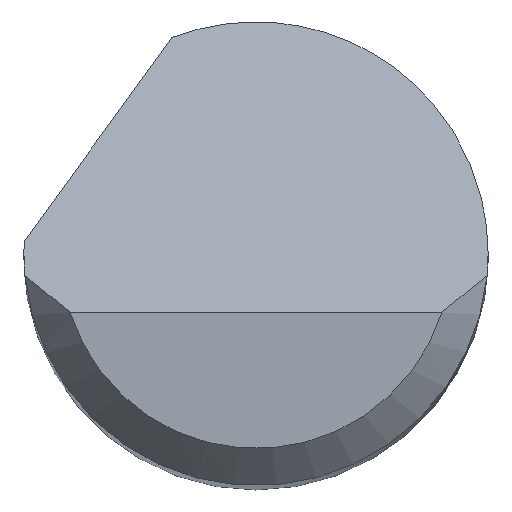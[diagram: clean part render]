
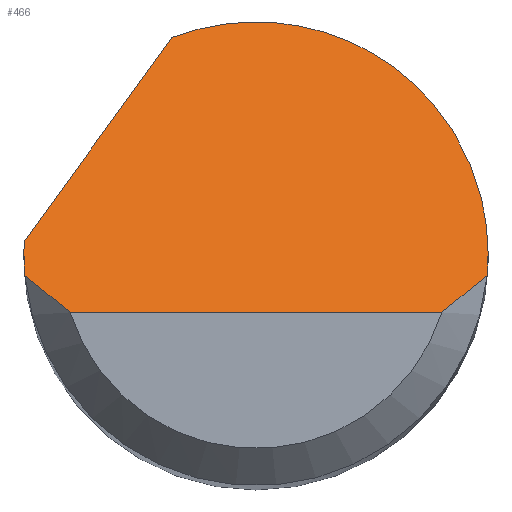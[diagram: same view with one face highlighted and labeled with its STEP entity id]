
A CAD part, top view. The second image highlights one B-rep face of the part: STEP entity #466.
In plain terms, the highlighted planar face has unit normal (0, 0.707, 0.707).
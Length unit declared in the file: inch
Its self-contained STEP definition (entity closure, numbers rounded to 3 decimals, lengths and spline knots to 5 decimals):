
#5 = EDGE_CURVE ( 'NONE', #353, #419, #521, .T. ) ;
#12 = CARTESIAN_POINT ( 'NONE',  ( -0.03394, 0.08739, 1.38886 ) ) ;
#46 = AXIS2_PLACEMENT_3D ( 'NONE', #177, #518, #454 ) ;
#49 = ORIENTED_EDGE ( 'NONE', *, *, #462, .F. ) ;
#68 = CARTESIAN_POINT ( 'NONE',  ( 0.07508, -0.02375, 1.5 ) ) ;
#70 = B_SPLINE_CURVE_WITH_KNOTS ( 'NONE', 3,
 ( #68, #711, #329, #259 ),
 .UNSPECIFIED., .F., .F.,
 ( 4, 4 ),
 ( 0., 0.00071 ),
 .UNSPECIFIED. ) ;
#95 = VERTEX_POINT ( 'NONE', #410 ) ;
#102 = CARTESIAN_POINT ( 'NONE',  ( -0.07508, -0.02375, 1.5 ) ) ;
#114 =( BOUNDED_CURVE ( )  B_SPLINE_CURVE ( 3, ( #618, #720, #716, #702 ),
 .UNSPECIFIED., .F., .T. ) 
 B_SPLINE_CURVE_WITH_KNOTS ( ( 4, 4 ),
 ( 4.61892, 4.71239 ),
 .UNSPECIFIED. ) 
 CURVE ( )  GEOMETRIC_REPRESENTATION_ITEM ( )  RATIONAL_B_SPLINE_CURVE ( ( 1., 0.999, 0.999, 1. ) ) 
 REPRESENTATION_ITEM ( '' )  );
#115 = CARTESIAN_POINT ( 'NONE',  ( -0.09362, 0.005, 1.47125 ) ) ;
#122 = CARTESIAN_POINT ( 'NONE',  ( 0.03379, 0.11369, 1.36256 ) ) ;
#145 = CARTESIAN_POINT ( 'NONE',  ( 0.09375, 0., 1.47625 ) ) ;
#147 = VERTEX_POINT ( 'NONE', #430 ) ;
#148 = EDGE_CURVE ( 'NONE', #147, #95, #114, .T. ) ;
#177 = CARTESIAN_POINT ( 'NONE',  ( -0.09375, -0.02375, 1.5 ) ) ;
#214 = VERTEX_POINT ( 'NONE', #387 ) ;
#217 = CARTESIAN_POINT ( 'NONE',  ( 0.09375, -0.00292, 1.47917 ) ) ;
#224 = EDGE_CURVE ( 'NONE', #419, #214, #70, .T. ) ;
#233 = ORIENTED_EDGE ( 'NONE', *, *, #224, .T. ) ;
#259 = CARTESIAN_POINT ( 'NONE',  ( 0.09334, -0.00875, 1.485 ) ) ;
#283 = EDGE_LOOP ( 'NONE', ( #797, #233, #340, #730, #649, #49, #830, #667 ) ) ;
#306 = CARTESIAN_POINT ( 'NONE',  ( -0.09375, 0., 1.47625 ) ) ;
#311 = CARTESIAN_POINT ( 'NONE',  ( -0.08157, -0.019, 1.49525 ) ) ;
#321 = CARTESIAN_POINT ( 'NONE',  ( -0.09362, 0.005, 1.47125 ) ) ;
#329 = CARTESIAN_POINT ( 'NONE',  ( 0.08761, -0.01397, 1.49022 ) ) ;
#337 = LINE ( 'NONE', #480, #643 ) ;
#340 = ORIENTED_EDGE ( 'NONE', *, *, #816, .F. ) ;
#345 = VECTOR ( 'NONE', #457, 39.37008 ) ;
#347 = CARTESIAN_POINT ( 'NONE',  ( 0.09361, -0.00584, 1.48209 ) ) ;
#353 = VERTEX_POINT ( 'NONE', #592 ) ;
#356 = VERTEX_POINT ( 'NONE', #12 ) ;
#366 = CARTESIAN_POINT ( 'NONE',  ( -0.08761, -0.01397, 1.49022 ) ) ;
#375 = CARTESIAN_POINT ( 'NONE',  ( 0.09375, 0.07266, 1.40359 ) ) ;
#387 = CARTESIAN_POINT ( 'NONE',  ( 0.09334, -0.00875, 1.485 ) ) ;
#410 = CARTESIAN_POINT ( 'NONE',  ( -0.09375, 0., 1.47625 ) ) ;
#419 = VERTEX_POINT ( 'NONE', #627 ) ;
#422 = EDGE_CURVE ( 'NONE', #147, #353, #640, .T. ) ;
#430 = CARTESIAN_POINT ( 'NONE',  ( -0.09334, -0.00875, 1.485 ) ) ;
#438 = PLANE ( 'NONE',  #46 ) ;
#454 = DIRECTION ( 'NONE',  ( 0., 0.707, -0.707 ) ) ;
#457 = DIRECTION ( 'NONE',  ( 1., 0., 0. ) ) ;
#461 = CARTESIAN_POINT ( 'NONE',  ( 0.09375, 0., 1.47625 ) ) ;
#462 = EDGE_CURVE ( 'NONE', #95, #623, #665, .T. ) ;
#466 = ADVANCED_FACE ( 'NONE', ( #703 ), #438, .F. ) ;
#480 = CARTESIAN_POINT ( 'NONE',  ( -0.11014, -0.01781, 1.49406 ) ) ;
#518 = DIRECTION ( 'NONE',  ( 0., -0.707, -0.707 ) ) ;
#519 =( BOUNDED_CURVE ( )  B_SPLINE_CURVE ( 3, ( #145, #217, #347, #533 ),
 .UNSPECIFIED., .F., .T. ) 
 B_SPLINE_CURVE_WITH_KNOTS ( ( 4, 4 ),
 ( 1.5708, 1.66427 ),
 .UNSPECIFIED. ) 
 CURVE ( )  GEOMETRIC_REPRESENTATION_ITEM ( )  RATIONAL_B_SPLINE_CURVE ( ( 1., 0.999, 0.999, 1. ) ) 
 REPRESENTATION_ITEM ( '' )  );
#521 = LINE ( 'NONE', #778, #345 ) ;
#533 = CARTESIAN_POINT ( 'NONE',  ( 0.09334, -0.00875, 1.485 ) ) ;
#559 = CARTESIAN_POINT ( 'NONE',  ( -0.09334, -0.00875, 1.485 ) ) ;
#592 = CARTESIAN_POINT ( 'NONE',  ( -0.07508, -0.02375, 1.5 ) ) ;
#618 = CARTESIAN_POINT ( 'NONE',  ( -0.09334, -0.00875, 1.485 ) ) ;
#623 = VERTEX_POINT ( 'NONE', #321 ) ;
#627 = CARTESIAN_POINT ( 'NONE',  ( 0.07508, -0.02375, 1.5 ) ) ;
#636 = CARTESIAN_POINT ( 'NONE',  ( -0.03394, 0.08739, 1.38886 ) ) ;
#640 = B_SPLINE_CURVE_WITH_KNOTS ( 'NONE', 3,
 ( #559, #366, #311, #102 ),
 .UNSPECIFIED., .F., .F.,
 ( 4, 4 ),
 ( 0., 0.00071 ),
 .UNSPECIFIED. ) ;
#641 = EDGE_CURVE ( 'NONE', #356, #750, #664, .T. ) ;
#643 = VECTOR ( 'NONE', #807, 39.37008 ) ;
#649 = ORIENTED_EDGE ( 'NONE', *, *, #742, .F. ) ;
#664 =( BOUNDED_CURVE ( )  B_SPLINE_CURVE ( 3, ( #636, #122, #375, #461 ),
 .UNSPECIFIED., .F., .T. ) 
 B_SPLINE_CURVE_WITH_KNOTS ( ( 4, 4 ),
 ( 5.91277, 7.85398 ),
 .UNSPECIFIED. ) 
 CURVE ( )  GEOMETRIC_REPRESENTATION_ITEM ( )  RATIONAL_B_SPLINE_CURVE ( ( 1., 0.71, 0.71, 1. ) ) 
 REPRESENTATION_ITEM ( '' )  );
#665 =( BOUNDED_CURVE ( )  B_SPLINE_CURVE ( 3, ( #306, #814, #699, #115 ),
 .UNSPECIFIED., .F., .T. ) 
 B_SPLINE_CURVE_WITH_KNOTS ( ( 4, 4 ),
 ( 4.71239, 4.76575 ),
 .UNSPECIFIED. ) 
 CURVE ( )  GEOMETRIC_REPRESENTATION_ITEM ( )  RATIONAL_B_SPLINE_CURVE ( ( 1., 1., 1., 1. ) ) 
 REPRESENTATION_ITEM ( '' )  );
#667 = ORIENTED_EDGE ( 'NONE', *, *, #422, .T. ) ;
#699 = CARTESIAN_POINT ( 'NONE',  ( -0.09371, 0.00333, 1.47292 ) ) ;
#702 = CARTESIAN_POINT ( 'NONE',  ( -0.09375, 0., 1.47625 ) ) ;
#703 = FACE_OUTER_BOUND ( 'NONE', #283, .T. ) ;
#711 = CARTESIAN_POINT ( 'NONE',  ( 0.08157, -0.019, 1.49525 ) ) ;
#716 = CARTESIAN_POINT ( 'NONE',  ( -0.09375, -0.00292, 1.47917 ) ) ;
#720 = CARTESIAN_POINT ( 'NONE',  ( -0.09361, -0.00584, 1.48209 ) ) ;
#730 = ORIENTED_EDGE ( 'NONE', *, *, #641, .F. ) ;
#742 = EDGE_CURVE ( 'NONE', #623, #356, #337, .T. ) ;
#750 = VERTEX_POINT ( 'NONE', #793 ) ;
#778 = CARTESIAN_POINT ( 'NONE',  ( 0., -0.02375, 1.5 ) ) ;
#793 = CARTESIAN_POINT ( 'NONE',  ( 0.09375, 0., 1.47625 ) ) ;
#797 = ORIENTED_EDGE ( 'NONE', *, *, #5, .T. ) ;
#807 = DIRECTION ( 'NONE',  ( 0.456, 0.629, -0.629 ) ) ;
#814 = CARTESIAN_POINT ( 'NONE',  ( -0.09375, 0.00167, 1.47458 ) ) ;
#816 = EDGE_CURVE ( 'NONE', #750, #214, #519, .T. ) ;
#830 = ORIENTED_EDGE ( 'NONE', *, *, #148, .F. ) ;
